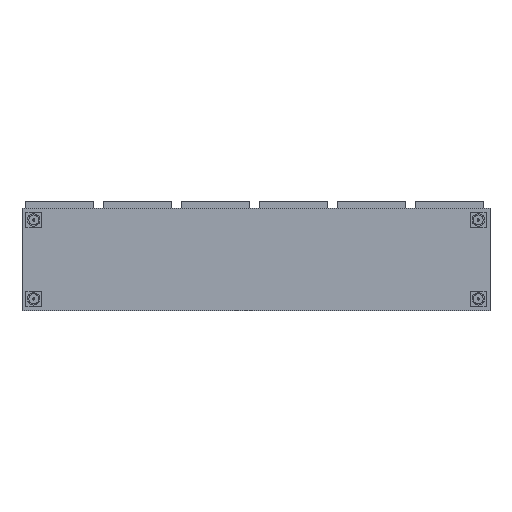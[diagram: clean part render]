
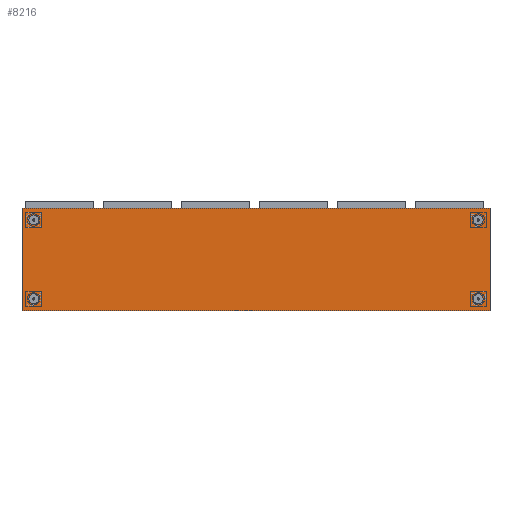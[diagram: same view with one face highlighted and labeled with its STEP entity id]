
A CAD part, front view. The second image highlights one B-rep face of the part: STEP entity #8216.
In plain terms, the highlighted planar face has unit normal (0, -1, 0).
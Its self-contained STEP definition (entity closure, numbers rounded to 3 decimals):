
#1=DIRECTION('',(0.,0.,1.));
#2=VECTOR('',#1,105.);
#3=CARTESIAN_POINT('',(-240.,-52.5,-52.5));
#4=LINE('',#3,#2);
#5=DIRECTION('',(1.,0.,0.));
#6=VECTOR('',#5,480.);
#7=CARTESIAN_POINT('',(-240.,-52.5,52.5));
#8=LINE('',#7,#6);
#9=DIRECTION('',(0.,0.,-1.));
#10=VECTOR('',#9,105.);
#11=CARTESIAN_POINT('',(240.,-52.5,52.5));
#12=LINE('',#11,#10);
#13=DIRECTION('',(-1.,0.,0.));
#14=VECTOR('',#13,480.);
#15=CARTESIAN_POINT('',(240.,-52.5,-52.5));
#16=LINE('',#15,#14);
#17=CARTESIAN_POINT('',(228.,-52.5,40.5));
#18=DIRECTION('',(0.,-1.,0.));
#19=DIRECTION('',(-1.,0.,0.));
#20=AXIS2_PLACEMENT_3D('',#17,#18,#19);
#22=CARTESIAN_POINT('',(228.,-52.5,40.5));
#23=DIRECTION('',(0.,-1.,0.));
#24=DIRECTION('',(1.,0.,0.));
#25=AXIS2_PLACEMENT_3D('',#22,#23,#24);
#27=CARTESIAN_POINT('',(-228.,-52.5,40.5));
#28=DIRECTION('',(0.,-1.,0.));
#29=DIRECTION('',(-1.,0.,0.));
#30=AXIS2_PLACEMENT_3D('',#27,#28,#29);
#32=CARTESIAN_POINT('',(-228.,-52.5,40.5));
#33=DIRECTION('',(0.,-1.,0.));
#34=DIRECTION('',(1.,0.,0.));
#35=AXIS2_PLACEMENT_3D('',#32,#33,#34);
#37=CARTESIAN_POINT('',(-228.,-52.5,-40.5));
#38=DIRECTION('',(0.,-1.,0.));
#39=DIRECTION('',(-1.,0.,0.));
#40=AXIS2_PLACEMENT_3D('',#37,#38,#39);
#42=CARTESIAN_POINT('',(-228.,-52.5,-40.5));
#43=DIRECTION('',(0.,-1.,0.));
#44=DIRECTION('',(1.,0.,0.));
#45=AXIS2_PLACEMENT_3D('',#42,#43,#44);
#47=CARTESIAN_POINT('',(228.,-52.5,-40.5));
#48=DIRECTION('',(0.,-1.,0.));
#49=DIRECTION('',(-1.,0.,0.));
#50=AXIS2_PLACEMENT_3D('',#47,#48,#49);
#52=CARTESIAN_POINT('',(228.,-52.5,-40.5));
#53=DIRECTION('',(0.,-1.,0.));
#54=DIRECTION('',(1.,0.,0.));
#55=AXIS2_PLACEMENT_3D('',#52,#53,#54);
#6257=CARTESIAN_POINT('',(-240.,-52.5,-52.5));
#6258=CARTESIAN_POINT('',(-240.,-52.5,52.5));
#6259=VERTEX_POINT('',#6257);
#6260=VERTEX_POINT('',#6258);
#6261=CARTESIAN_POINT('',(240.,-52.5,52.5));
#6262=VERTEX_POINT('',#6261);
#6263=CARTESIAN_POINT('',(240.,-52.5,-52.5));
#6264=VERTEX_POINT('',#6263);
#6415=CARTESIAN_POINT('',(222.875,-52.5,40.5));
#6416=CARTESIAN_POINT('',(233.125,-52.5,40.5));
#6417=VERTEX_POINT('',#6415);
#6418=VERTEX_POINT('',#6416);
#6425=CARTESIAN_POINT('',(-233.125,-52.5,40.5));
#6426=CARTESIAN_POINT('',(-222.875,-52.5,40.5));
#6427=VERTEX_POINT('',#6425);
#6428=VERTEX_POINT('',#6426);
#6435=CARTESIAN_POINT('',(-233.125,-52.5,-40.5));
#6436=CARTESIAN_POINT('',(-222.875,-52.5,-40.5));
#6437=VERTEX_POINT('',#6435);
#6438=VERTEX_POINT('',#6436);
#6445=CARTESIAN_POINT('',(222.875,-52.5,-40.5));
#6446=CARTESIAN_POINT('',(233.125,-52.5,-40.5));
#6447=VERTEX_POINT('',#6445);
#6448=VERTEX_POINT('',#6446);
#8177=CARTESIAN_POINT('',(0.,-52.5,0.));
#8178=DIRECTION('',(0.,1.,0.));
#8179=DIRECTION('',(1.,0.,0.));
#8180=AXIS2_PLACEMENT_3D('',#8177,#8178,#8179);
#8181=PLANE('',#8180);
#8183=ORIENTED_EDGE('',*,*,#8182,.T.);
#8185=ORIENTED_EDGE('',*,*,#8184,.T.);
#8187=ORIENTED_EDGE('',*,*,#8186,.T.);
#8189=ORIENTED_EDGE('',*,*,#8188,.T.);
#8190=EDGE_LOOP('',(#8183,#8185,#8187,#8189));
#8191=FACE_OUTER_BOUND('',#8190,.F.);
#8193=ORIENTED_EDGE('',*,*,#8192,.T.);
#8195=ORIENTED_EDGE('',*,*,#8194,.T.);
#8196=EDGE_LOOP('',(#8193,#8195));
#8197=FACE_BOUND('',#8196,.F.);
#8199=ORIENTED_EDGE('',*,*,#8198,.T.);
#8201=ORIENTED_EDGE('',*,*,#8200,.T.);
#8202=EDGE_LOOP('',(#8199,#8201));
#8203=FACE_BOUND('',#8202,.F.);
#8205=ORIENTED_EDGE('',*,*,#8204,.T.);
#8207=ORIENTED_EDGE('',*,*,#8206,.T.);
#8208=EDGE_LOOP('',(#8205,#8207));
#8209=FACE_BOUND('',#8208,.F.);
#8211=ORIENTED_EDGE('',*,*,#8210,.T.);
#8213=ORIENTED_EDGE('',*,*,#8212,.T.);
#8214=EDGE_LOOP('',(#8211,#8213));
#8215=FACE_BOUND('',#8214,.F.);
#8216=ADVANCED_FACE('',(#8191,#8197,#8203,#8209,#8215),#8181,.F.);
#21=CIRCLE('',#20,5.125);
#26=CIRCLE('',#25,5.125);
#31=CIRCLE('',#30,5.125);
#36=CIRCLE('',#35,5.125);
#41=CIRCLE('',#40,5.125);
#46=CIRCLE('',#45,5.125);
#51=CIRCLE('',#50,5.125);
#56=CIRCLE('',#55,5.125);
#8182=EDGE_CURVE('',#6259,#6260,#4,.T.);
#8184=EDGE_CURVE('',#6260,#6262,#8,.T.);
#8186=EDGE_CURVE('',#6262,#6264,#12,.T.);
#8188=EDGE_CURVE('',#6264,#6259,#16,.T.);
#8192=EDGE_CURVE('',#6417,#6418,#21,.T.);
#8194=EDGE_CURVE('',#6418,#6417,#26,.T.);
#8198=EDGE_CURVE('',#6427,#6428,#31,.T.);
#8200=EDGE_CURVE('',#6428,#6427,#36,.T.);
#8204=EDGE_CURVE('',#6437,#6438,#41,.T.);
#8206=EDGE_CURVE('',#6438,#6437,#46,.T.);
#8210=EDGE_CURVE('',#6447,#6448,#51,.T.);
#8212=EDGE_CURVE('',#6448,#6447,#56,.T.);
